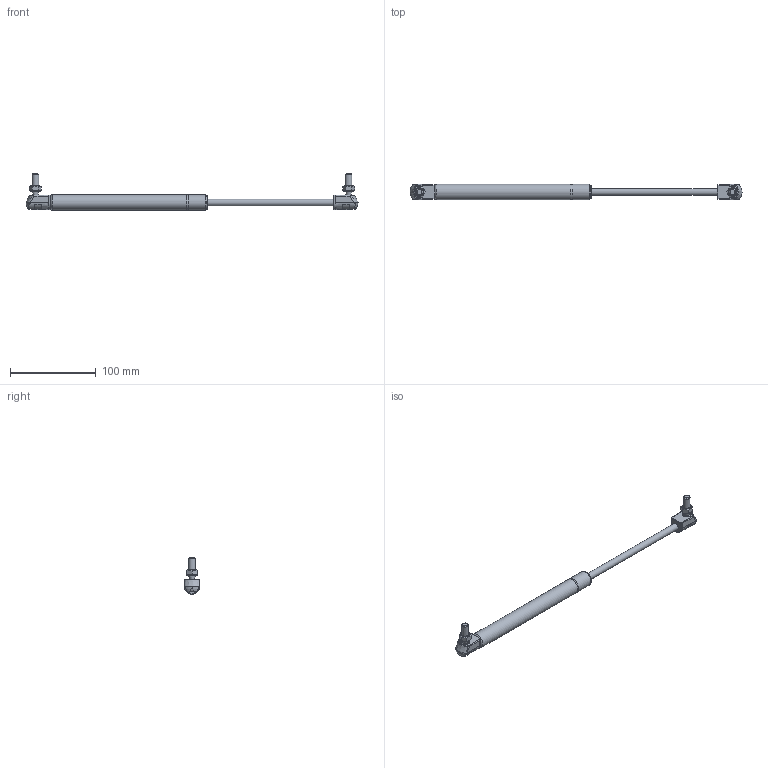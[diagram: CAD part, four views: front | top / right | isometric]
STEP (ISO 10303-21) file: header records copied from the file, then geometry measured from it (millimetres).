
FILE_DESCRIPTION(/* description */ (''),/* implementation_level */ '2;1');
FILE_NAME(/* name */ 'SBG-365-PB.stp',/* time_stamp */ '2026-02-10T17:53:54+09:00',/* author */ ('user'),/* organization */ (''),/* preprocessor_version */ 'ST-DEVELOPER v15.6',/* originating_system */ 'Autodesk Inventor 2015',/* authorisation */ '');
FILE_SCHEMA (('AUTOMOTIVE_DESIGN { 1 0 10303 214 3 1 1 }'));
Length unit declared in the file: millimetre
Products named in the file (7): SBG-365-PB_1; SBG-365-PB_2; SBG-365-PB_3; 링크볼_B-2; 링크볼365; 365_링크; SBG-365-PB
Bounding box: 386.98 x 18 x 42.52 mm (x, y, z)
Volume: 44241.3 mm3; surface area: 32125.8 mm2
Topology: 7 solids, 7 shells, 189 faces, 452 edges, 284 vertices
Faces by surface type: plane 71, bspline 50, cylinder 29, cone 24, sphere 10, torus 5
Full cylindrical faces by diameter (mm): 1.8 x1, 4.917 x2, 5.8 x2, 7.8 x2, 8 x2, 10.3 x2, 14 x3, 16 x1, 18 x2
Entity records: 3785 total; most frequent: CARTESIAN_POINT 1520, ORIENTED_EDGE 430, DIRECTION 388, EDGE_CURVE 215, AXIS2_PLACEMENT_3D 168, VERTEX_POINT 150, EDGE_LOOP 141, ADVANCED_FACE 107
